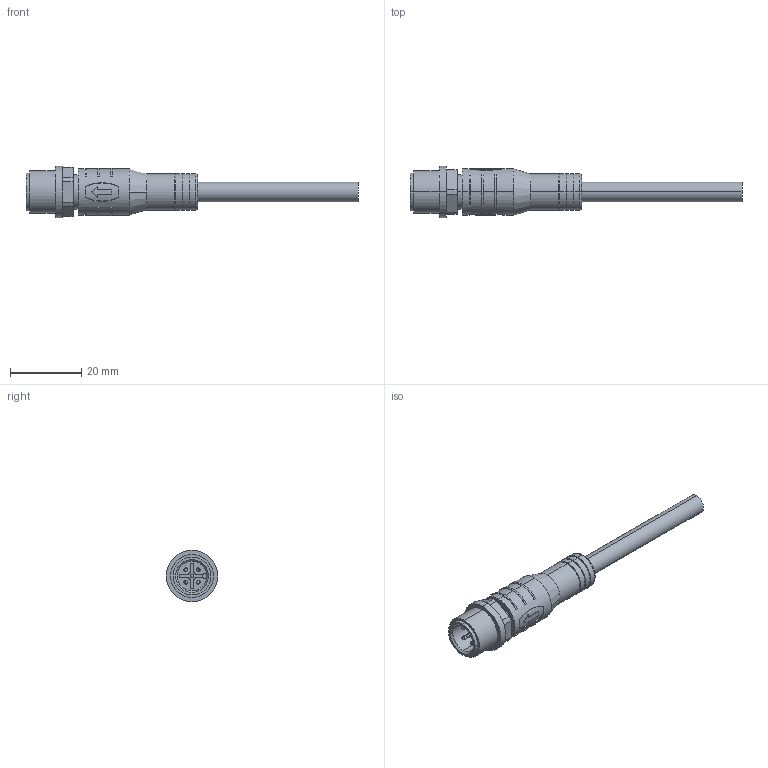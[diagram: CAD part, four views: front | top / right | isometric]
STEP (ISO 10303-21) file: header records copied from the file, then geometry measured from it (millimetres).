
FILE_DESCRIPTION (( 'STEP AP203' ), '1' );
FILE_NAME ('P101.STEP', '2020-03-31T03:29:50', ( 'edpusr' ), ( 'Microsoft' ), 'SwSTEP 2.0', 'SolidWorks 2015', '' );
FILE_SCHEMA (( 'CONFIG_CONTROL_DESIGN' ));
Length unit declared in the file: millimetre
Products named in the file (1): P101
Bounding box: 93.1 x 14.5 x 14.5 mm (x, y, z)
Volume: 5887.6 mm3; surface area: 3401.3 mm2
Topology: 2 solids, 2 shells, 387 faces, 1054 edges, 685 vertices
Faces by surface type: plane 202, cylinder 154, bspline 27, cone 4
Entity records: 13907 total; most frequent: CARTESIAN_POINT 4335, ORIENTED_EDGE 2080, DIRECTION 1878, EDGE_CURVE 1040, VERTEX_POINT 685, AXIS2_PLACEMENT_3D 648, LINE 582, VECTOR 582
